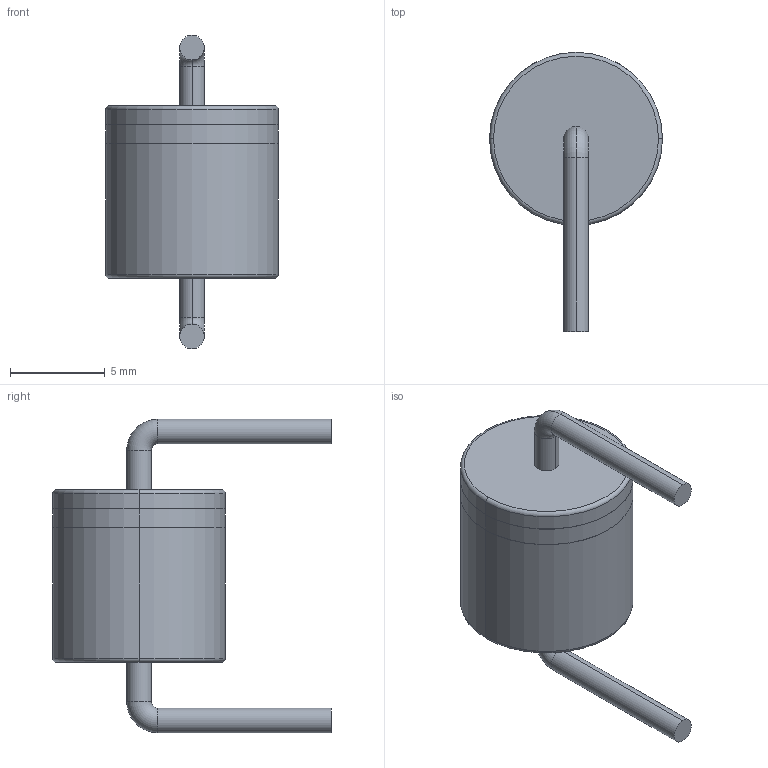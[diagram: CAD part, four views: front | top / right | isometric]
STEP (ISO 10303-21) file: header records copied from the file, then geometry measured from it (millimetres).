
FILE_DESCRIPTION (( 'STEP AP214' ), '1' );
FILE_NAME ('User Library-Diode R-6 diameter 9.1 pitch 600mils.STEP', '2015-03-30T11:23:47', ( 'Windows User' ), ( '' ), 'SwSTEP 2.0', 'SolidWorks 2015', '' );
FILE_SCHEMA (( 'AUTOMOTIVE_DESIGN' ));
Length unit declared in the file: millimetre
Products named in the file (1): User Library-Diode R-6 diameter 9.1 pitch 600mils
Bounding box: 9.12 x 14.71 x 16.54 mm (x, y, z)
Volume: 625.6 mm3; surface area: 490.4 mm2
Topology: 1 solids, 1 shells, 28 faces, 54 edges, 32 vertices
Faces by surface type: cylinder 14, torus 8, plane 6
Entity records: 1064 total; most frequent: DIRECTION 152, CARTESIAN_POINT 115, ORIENTED_EDGE 108, AXIS2_PLACEMENT_3D 69, EDGE_CURVE 54, CIRCLE 40, EDGE_LOOP 32, VERTEX_POINT 32
